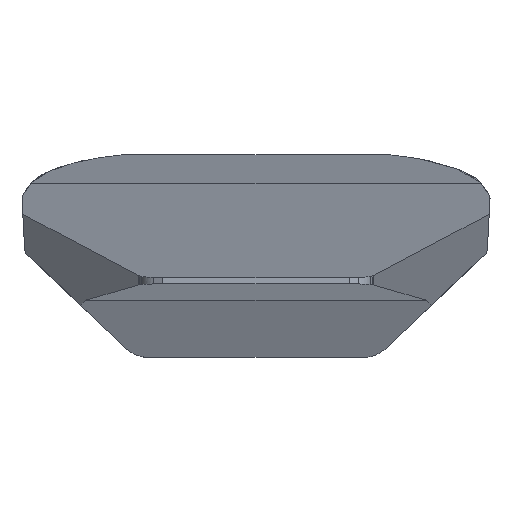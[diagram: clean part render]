
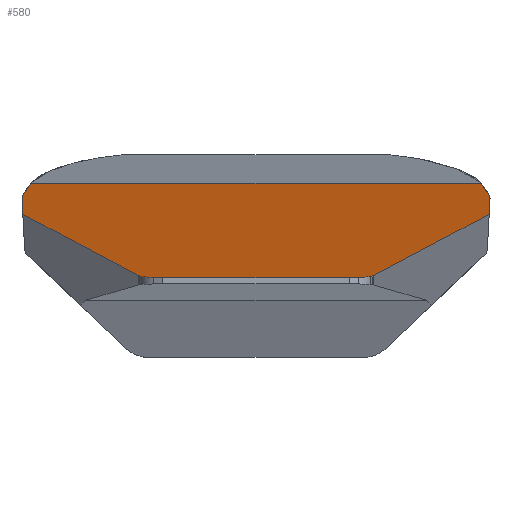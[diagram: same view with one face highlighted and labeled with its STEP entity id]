
A CAD part, left-side view. The second image highlights one B-rep face of the part: STEP entity #580.
In plain terms, the highlighted planar face has unit normal (-0.074, 0, 0.997).
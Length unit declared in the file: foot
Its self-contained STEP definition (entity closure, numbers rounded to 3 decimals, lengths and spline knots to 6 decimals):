
#15=B_SPLINE_CURVE_WITH_KNOTS('',3,(#927,#928,#929,#930,#931,#932),
 .UNSPECIFIED.,.F.,.F.,(4,2,4),(0.050121,16.232362,30.654928),
 .UNSPECIFIED.);
#20=B_SPLINE_CURVE_WITH_KNOTS('',3,(#1142,#1143,#1144,#1145,#1146,#1147),
 .UNSPECIFIED.,.F.,.F.,(4,2,4),(0.,14.938701,31.717382),
 .UNSPECIFIED.);
#33=ELLIPSE('',#616,0.608808,0.045);
#34=ELLIPSE('',#620,0.608808,0.045);
#36=ELLIPSE('',#629,0.161692,0.16125);
#38=ELLIPSE('',#633,0.161692,0.16125);
#39=ELLIPSE('',#636,0.161692,0.16125);
#41=ELLIPSE('',#639,0.161692,0.16125);
#78=FACE_OUTER_BOUND('',#108,.T.);
#108=EDGE_LOOP('',(#493,#494,#495,#496,#497,#498,#499,#500,#501,#502,#503,
#504,#505,#506,#507,#508,#509,#510));
#123=LINE('',#833,#181);
#133=LINE('',#864,#191);
#145=LINE('',#1164,#203);
#151=LINE('',#1175,#209);
#154=LINE('',#1183,#212);
#158=LINE('',#1195,#216);
#160=LINE('',#1203,#218);
#165=LINE('',#1220,#223);
#168=LINE('',#1225,#226);
#169=LINE('',#1226,#227);
#181=VECTOR('',#669,0.032808);
#191=VECTOR('',#701,0.032808);
#203=VECTOR('',#731,0.032808);
#209=VECTOR('',#741,0.032808);
#212=VECTOR('',#746,0.032808);
#216=VECTOR('',#758,0.032808);
#218=VECTOR('',#768,0.032808);
#223=VECTOR('',#787,0.032808);
#226=VECTOR('',#792,0.032808);
#227=VECTOR('',#793,0.032808);
#241=VERTEX_POINT('',#830);
#242=VERTEX_POINT('',#832);
#251=VERTEX_POINT('',#861);
#252=VERTEX_POINT('',#863);
#255=VERTEX_POINT('',#871);
#257=VERTEX_POINT('',#926);
#261=VERTEX_POINT('',#1130);
#262=VERTEX_POINT('',#1141);
#265=VERTEX_POINT('',#1163);
#268=VERTEX_POINT('',#1173);
#271=VERTEX_POINT('',#1180);
#272=VERTEX_POINT('',#1182);
#274=VERTEX_POINT('',#1188);
#276=VERTEX_POINT('',#1194);
#277=VERTEX_POINT('',#1201);
#278=VERTEX_POINT('',#1202);
#281=VERTEX_POINT('',#1213);
#283=VERTEX_POINT('',#1219);
#297=EDGE_CURVE('',#242,#241,#123,.T.);
#313=EDGE_CURVE('',#252,#251,#133,.T.);
#317=EDGE_CURVE('',#255,#252,#33,.T.);
#320=EDGE_CURVE('',#257,#255,#15,.T.);
#325=EDGE_CURVE('',#262,#261,#20,.T.);
#328=EDGE_CURVE('',#241,#262,#34,.T.);
#335=EDGE_CURVE('',#265,#242,#145,.T.);
#341=EDGE_CURVE('',#251,#268,#151,.T.);
#344=EDGE_CURVE('',#272,#271,#154,.T.);
#347=EDGE_CURVE('',#274,#272,#36,.T.);
#350=EDGE_CURVE('',#276,#274,#158,.T.);
#353=EDGE_CURVE('',#268,#276,#38,.T.);
#354=EDGE_CURVE('',#277,#278,#160,.T.);
#358=EDGE_CURVE('',#278,#265,#39,.T.);
#360=EDGE_CURVE('',#281,#277,#41,.T.);
#363=EDGE_CURVE('',#283,#281,#165,.T.);
#366=EDGE_CURVE('',#283,#271,#168,.T.);
#367=EDGE_CURVE('',#261,#257,#169,.T.);
#493=ORIENTED_EDGE('',*,*,#313,.T.);
#494=ORIENTED_EDGE('',*,*,#341,.T.);
#495=ORIENTED_EDGE('',*,*,#353,.T.);
#496=ORIENTED_EDGE('',*,*,#350,.T.);
#497=ORIENTED_EDGE('',*,*,#347,.T.);
#498=ORIENTED_EDGE('',*,*,#344,.T.);
#499=ORIENTED_EDGE('',*,*,#366,.F.);
#500=ORIENTED_EDGE('',*,*,#363,.T.);
#501=ORIENTED_EDGE('',*,*,#360,.T.);
#502=ORIENTED_EDGE('',*,*,#354,.T.);
#503=ORIENTED_EDGE('',*,*,#358,.T.);
#504=ORIENTED_EDGE('',*,*,#335,.T.);
#505=ORIENTED_EDGE('',*,*,#297,.T.);
#506=ORIENTED_EDGE('',*,*,#328,.T.);
#507=ORIENTED_EDGE('',*,*,#325,.T.);
#508=ORIENTED_EDGE('',*,*,#367,.T.);
#509=ORIENTED_EDGE('',*,*,#320,.T.);
#510=ORIENTED_EDGE('',*,*,#317,.T.);
#550=PLANE('',#642);
#580=ADVANCED_FACE('',(#78),#550,.T.);
#616=AXIS2_PLACEMENT_3D('',#872,#707,#708);
#620=AXIS2_PLACEMENT_3D('',#1151,#717,#718);
#629=AXIS2_PLACEMENT_3D('',#1189,#752,#753);
#633=AXIS2_PLACEMENT_3D('',#1199,#764,#765);
#636=AXIS2_PLACEMENT_3D('',#1210,#774,#775);
#639=AXIS2_PLACEMENT_3D('',#1214,#780,#781);
#642=AXIS2_PLACEMENT_3D('',#1224,#790,#791);
#669=DIRECTION('',(0.997,-0.004,0.074));
#701=DIRECTION('',(-0.997,-0.004,-0.074));
#707=DIRECTION('center_axis',(-0.074,0.,0.997));
#708=DIRECTION('ref_axis',(-0.997,0.,-0.074));
#717=DIRECTION('center_axis',(-0.074,0.,0.997));
#718=DIRECTION('ref_axis',(0.997,0.,0.074));
#731=DIRECTION('',(0.988,-0.138,0.073));
#741=DIRECTION('',(-0.988,-0.138,-0.073));
#746=DIRECTION('',(-0.447,-0.894,-0.033));
#752=DIRECTION('center_axis',(-0.074,0.,0.997));
#753=DIRECTION('ref_axis',(-0.997,0.,-0.074));
#758=DIRECTION('',(-0.946,-0.315,-0.07));
#764=DIRECTION('center_axis',(-0.074,0.,0.997));
#765=DIRECTION('ref_axis',(-0.997,0.,-0.074));
#768=DIRECTION('',(0.946,-0.315,0.07));
#774=DIRECTION('center_axis',(-0.074,0.,0.997));
#775=DIRECTION('ref_axis',(-0.997,0.,-0.074));
#780=DIRECTION('center_axis',(-0.074,0.,0.997));
#781=DIRECTION('ref_axis',(-0.997,0.,-0.074));
#787=DIRECTION('',(0.447,-0.894,0.033));
#790=DIRECTION('center_axis',(-0.074,0.,0.997));
#791=DIRECTION('ref_axis',(0.997,0.,0.074));
#792=DIRECTION('',(0.,1.,0.));
#793=DIRECTION('',(0.,1.,0.));
#830=CARTESIAN_POINT('',(7.107663,0.001221,0.556803));
#832=CARTESIAN_POINT('',(5.712327,0.006664,0.453384));
#833=CARTESIAN_POINT('',(0.007001,0.02892,0.030519));
#861=CARTESIAN_POINT('',(5.712327,3.113336,0.453384));
#863=CARTESIAN_POINT('',(7.107663,3.118779,0.556803));
#864=CARTESIAN_POINT('',(0.013474,3.091105,0.030999));
#871=CARTESIAN_POINT('',(7.497294,3.110201,0.585682));
#872=CARTESIAN_POINT('Origin',(7.139574,3.073841,0.559168));
#926=CARTESIAN_POINT('',(8.5,3.06,0.66));
#927=CARTESIAN_POINT('Ctrl Pts',(8.5,3.06,0.66));
#928=CARTESIAN_POINT('Ctrl Pts',(8.323975,3.071721,0.646953));
#929=CARTESIAN_POINT('Ctrl Pts',(8.159592,3.07965,0.63477));
#930=CARTESIAN_POINT('Ctrl Pts',(7.813394,3.095063,0.60911));
#931=CARTESIAN_POINT('Ctrl Pts',(7.66006,3.101404,0.597746));
#932=CARTESIAN_POINT('Ctrl Pts',(7.497294,3.110201,0.585682));
#1130=CARTESIAN_POINT('',(8.5,0.06,0.66));
#1141=CARTESIAN_POINT('',(7.497294,0.009799,0.585682));
#1142=CARTESIAN_POINT('Ctrl Pts',(7.497294,0.009799,0.585682));
#1143=CARTESIAN_POINT('Ctrl Pts',(7.659983,0.018592,0.59774));
#1144=CARTESIAN_POINT('Ctrl Pts',(7.813244,0.024931,0.609099));
#1145=CARTESIAN_POINT('Ctrl Pts',(8.159471,0.040344,0.634761));
#1146=CARTESIAN_POINT('Ctrl Pts',(8.323897,0.048273,0.646948));
#1147=CARTESIAN_POINT('Ctrl Pts',(8.5,0.06,0.66));
#1151=CARTESIAN_POINT('Origin',(7.139574,0.046159,0.559168));
#1163=CARTESIAN_POINT('',(0.194642,0.777953,0.044426));
#1164=CARTESIAN_POINT('',(0.222923,0.774,0.046523));
#1173=CARTESIAN_POINT('',(0.194642,2.342047,0.044426));
#1175=CARTESIAN_POINT('',(2.77795,2.703154,0.235895));
#1180=CARTESIAN_POINT('',(0.,2.18,0.03));
#1182=CARTESIAN_POINT('',(0.03013,2.24026,0.032233));
#1183=CARTESIAN_POINT('',(-0.405888,1.368224,-0.000083));
#1188=CARTESIAN_POINT('',(0.123364,2.321121,0.039143));
#1189=CARTESIAN_POINT('Origin',(0.174356,2.168146,0.042923));
#1194=CARTESIAN_POINT('',(0.165974,2.335325,0.042302));
#1195=CARTESIAN_POINT('',(-0.192357,2.215881,0.015743));
#1199=CARTESIAN_POINT('Origin',(0.216966,2.182349,0.046081));
#1201=CARTESIAN_POINT('',(0.123364,0.798879,0.039143));
#1202=CARTESIAN_POINT('',(0.165974,0.784675,0.042302));
#1203=CARTESIAN_POINT('',(0.252141,0.755953,0.048688));
#1210=CARTESIAN_POINT('Origin',(0.216966,0.937651,0.046081));
#1213=CARTESIAN_POINT('',(0.03013,0.879741,0.032233));
#1214=CARTESIAN_POINT('Origin',(0.174356,0.951854,0.042923));
#1219=CARTESIAN_POINT('',(0.,0.94,0.03));
#1220=CARTESIAN_POINT('',(0.202379,0.535242,0.045));
#1224=CARTESIAN_POINT('Origin',(0.,0.,0.03));
#1225=CARTESIAN_POINT('',(0.,0.,0.03));
#1226=CARTESIAN_POINT('',(8.5,0.,0.66));
